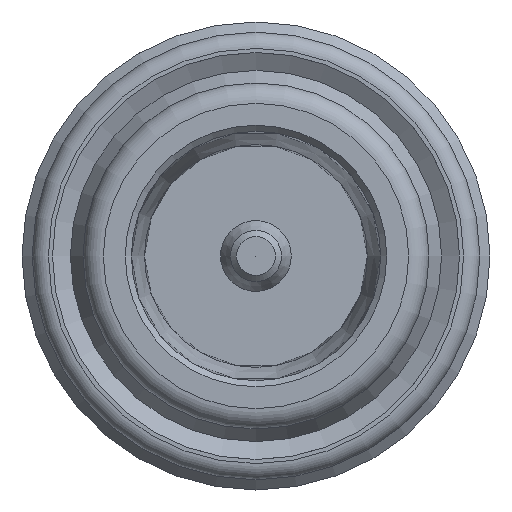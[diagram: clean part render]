
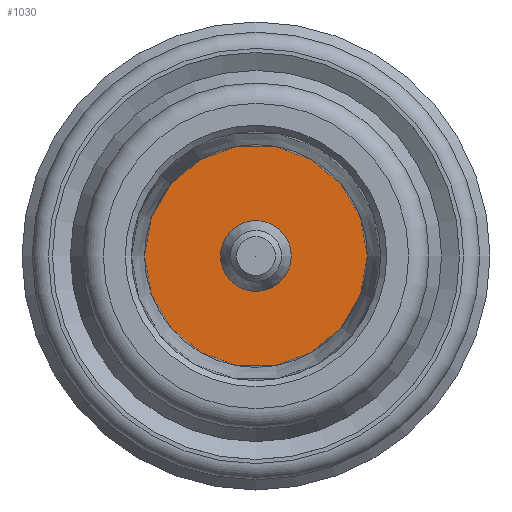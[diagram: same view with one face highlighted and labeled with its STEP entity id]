
A CAD part, left-side view. The second image highlights one B-rep face of the part: STEP entity #1030.
In plain terms, the highlighted conical face has half-angle 89.981 degrees and reference radius 5.474 mm.
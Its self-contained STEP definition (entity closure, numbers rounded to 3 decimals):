
#171 = CARTESIAN_POINT ( 'NONE',  ( 2.368, 0.001, 0. ) ) ;
#202 = CARTESIAN_POINT ( 'NONE',  ( 2.369, 0.001, 0. ) ) ;
#203 = ORIENTED_EDGE ( 'NONE', *, *, #1227, .F. ) ;
#314 = CARTESIAN_POINT ( 'NONE',  ( 2.369, 0.001, 0. ) ) ;
#330 = DIRECTION ( 'NONE',  ( 1., 0., 0. ) ) ;
#496 = VERTEX_POINT ( 'NONE', #1358 ) ;
#654 = EDGE_CURVE ( 'NONE', #700, #700, #1620, .T. ) ;
#700 = VERTEX_POINT ( 'NONE', #957 ) ;
#750 = AXIS2_PLACEMENT_3D ( 'NONE', #314, #956, #951 ) ;
#928 = CIRCLE ( 'NONE', #1694, 1.739 ) ;
#951 = DIRECTION ( 'NONE',  ( 0., -1., 0. ) ) ;
#956 = DIRECTION ( 'NONE',  ( -1., 0., 0. ) ) ;
#957 = CARTESIAN_POINT ( 'NONE',  ( 2.371, -5.473, 0. ) ) ;
#1030 = ADVANCED_FACE ( 'NONE', ( #1593, #1365 ), #1284, .T. ) ;
#1090 = DIRECTION ( 'NONE',  ( 0., -1., 0. ) ) ;
#1114 = DIRECTION ( 'NONE',  ( 0., 1., 0. ) ) ;
#1227 = EDGE_CURVE ( 'NONE', #496, #496, #928, .T. ) ;
#1284 = CONICAL_SURFACE ( 'NONE', #1573, 5.474, 1.57 ) ;
#1352 = ORIENTED_EDGE ( 'NONE', *, *, #654, .T. ) ;
#1353 = DIRECTION ( 'NONE',  ( -1., 0., 0. ) ) ;
#1358 = CARTESIAN_POINT ( 'NONE',  ( 2.369, -1.738, 0. ) ) ;
#1365 = FACE_OUTER_BOUND ( 'NONE', #1416, .T. ) ;
#1416 = EDGE_LOOP ( 'NONE', ( #1352 ) ) ;
#1477 = EDGE_LOOP ( 'NONE', ( #203 ) ) ;
#1573 = AXIS2_PLACEMENT_3D ( 'NONE', #202, #330, #1114 ) ;
#1593 = FACE_BOUND ( 'NONE', #1477, .T. ) ;
#1620 = CIRCLE ( 'NONE', #750, 5.474 ) ;
#1694 = AXIS2_PLACEMENT_3D ( 'NONE', #171, #1353, #1090 ) ;
